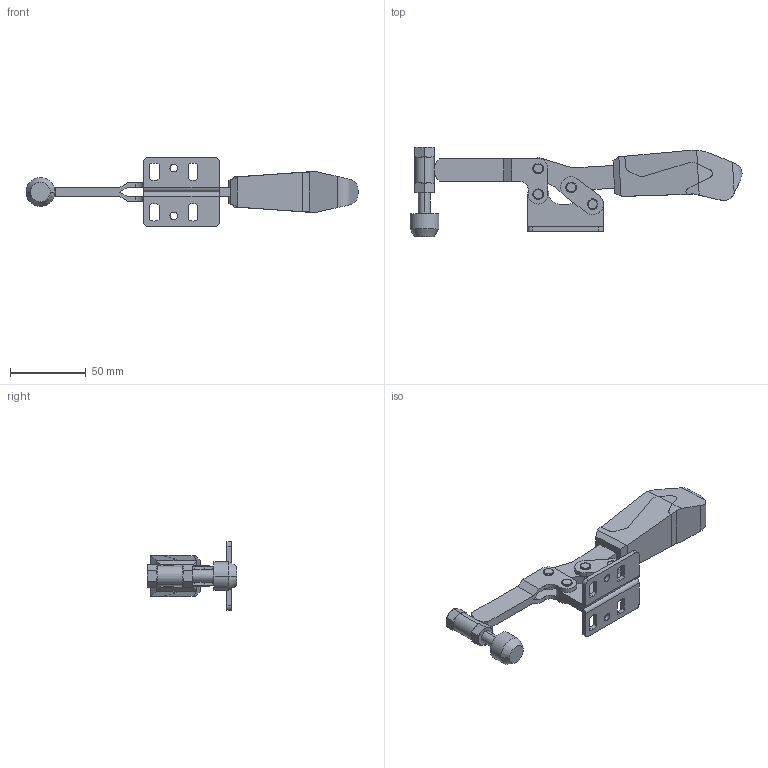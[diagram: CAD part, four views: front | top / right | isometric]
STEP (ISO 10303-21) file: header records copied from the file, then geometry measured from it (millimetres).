
FILE_DESCRIPTION (( 'STEP AP214' ), '1' );
FILE_NAME ('EH 23330.1204.STEP', '2019-10-25T05:46:20', ( '' ), ( '' ), 'SwSTEP 2.0', 'SolidWorks 2019', '' );
FILE_SCHEMA (( 'AUTOMOTIVE_DESIGN' ));
Length unit declared in the file: millimetre
Products named in the file (8): _93039-1.stp; _557233.stp; _93039-3_0.stp; _93435-13b.stp; _93435-2.stp; _146241.stp; _93039-6_0.stp; EH 23330.1204
Assembly tree (7 placements, depth 2):
  EH 23330.1204
    _93039-1.stp
    _93435-2.stp
    _93039-3_0.stp
    _557233.stp
    _93435-13b.stp
    _146241.stp
    _93039-6_0.stp
Bounding box: 218.99 x 59 x 45.5 mm (x, y, z)
Volume: 86799.9 mm3; surface area: 32059.7 mm2
Topology: 7 solids, 8 shells, 293 faces, 733 edges, 470 vertices
Faces by surface type: plane 118, cylinder 117, cone 42, torus 16
Entity records: 9900 total; most frequent: CARTESIAN_POINT 2193, DIRECTION 1513, ORIENTED_EDGE 1466, EDGE_CURVE 733, AXIS2_PLACEMENT_3D 573, VERTEX_POINT 470, VECTOR 367, LINE 367
